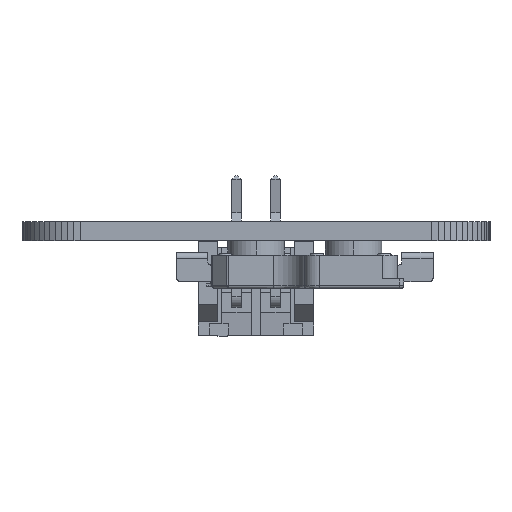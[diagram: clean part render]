
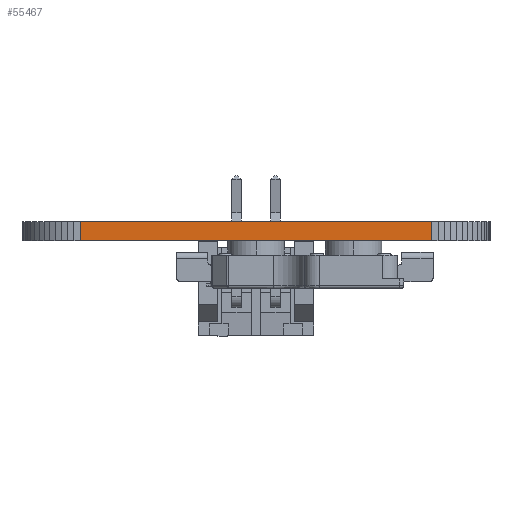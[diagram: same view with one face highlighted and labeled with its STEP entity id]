
A CAD part, front view. The second image highlights one B-rep face of the part: STEP entity #55467.
In plain terms, the highlighted planar face has unit normal (0, -1, 0).
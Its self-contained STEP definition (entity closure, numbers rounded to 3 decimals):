
#50134 = PLANE('',#50135);
#50135 = AXIS2_PLACEMENT_3D('',#50136,#50137,#50138);
#50136 = CARTESIAN_POINT('',(105.,-47.5,0.98));
#50137 = DIRECTION('',(-0.,-0.,-1.));
#50138 = DIRECTION('',(-1.,0.,0.));
#50188 = PLANE('',#50189);
#50189 = AXIS2_PLACEMENT_3D('',#50190,#50191,#50192);
#50190 = CARTESIAN_POINT('',(105.,-47.5,0.));
#50191 = DIRECTION('',(-0.,-0.,-1.));
#50192 = DIRECTION('',(-1.,0.,0.));
#51053 = VERTEX_POINT('',#51054);
#51054 = CARTESIAN_POINT('',(114.,-73.,0.));
#51068 = PLANE('',#51069);
#51069 = AXIS2_PLACEMENT_3D('',#51070,#51071,#51072);
#51070 = CARTESIAN_POINT('',(114.336,-72.981,0.));
#51071 = DIRECTION('',(0.056,-0.998,0.));
#51072 = DIRECTION('',(-0.998,-0.056,0.));
#51080 = EDGE_CURVE('',#51053,#51081,#51083,.T.);
#51081 = VERTEX_POINT('',#51082);
#51082 = CARTESIAN_POINT('',(96.,-73.,0.));
#51083 = SURFACE_CURVE('',#51084,(#51088,#51095),.PCURVE_S1.);
#51084 = LINE('',#51085,#51086);
#51085 = CARTESIAN_POINT('',(114.,-73.,0.));
#51086 = VECTOR('',#51087,1.);
#51087 = DIRECTION('',(-1.,0.,0.));
#51088 = PCURVE('',#50188,#51089);
#51089 = DEFINITIONAL_REPRESENTATION('',(#51090),#51094);
#51090 = LINE('',#51091,#51092);
#51091 = CARTESIAN_POINT('',(-9.,-25.5));
#51092 = VECTOR('',#51093,1.);
#51093 = DIRECTION('',(1.,0.));
#51094 = ( GEOMETRIC_REPRESENTATION_CONTEXT(2) 
PARAMETRIC_REPRESENTATION_CONTEXT() REPRESENTATION_CONTEXT('2D SPACE',''
  ) );
#51095 = PCURVE('',#51096,#51101);
#51096 = PLANE('',#51097);
#51097 = AXIS2_PLACEMENT_3D('',#51098,#51099,#51100);
#51098 = CARTESIAN_POINT('',(114.,-73.,0.));
#51099 = DIRECTION('',(0.,-1.,0.));
#51100 = DIRECTION('',(-1.,0.,0.));
#51101 = DEFINITIONAL_REPRESENTATION('',(#51102),#51106);
#51102 = LINE('',#51103,#51104);
#51103 = CARTESIAN_POINT('',(0.,-0.));
#51104 = VECTOR('',#51105,1.);
#51105 = DIRECTION('',(1.,0.));
#51106 = ( GEOMETRIC_REPRESENTATION_CONTEXT(2) 
PARAMETRIC_REPRESENTATION_CONTEXT() REPRESENTATION_CONTEXT('2D SPACE',''
  ) );
#51124 = PLANE('',#51125);
#51125 = AXIS2_PLACEMENT_3D('',#51126,#51127,#51128);
#51126 = CARTESIAN_POINT('',(96.,-73.,0.));
#51127 = DIRECTION('',(-0.056,-0.998,0.));
#51128 = DIRECTION('',(-0.998,0.056,0.));
#52943 = VERTEX_POINT('',#52944);
#52944 = CARTESIAN_POINT('',(114.,-73.,0.98));
#52965 = EDGE_CURVE('',#52943,#52966,#52968,.T.);
#52966 = VERTEX_POINT('',#52967);
#52967 = CARTESIAN_POINT('',(96.,-73.,0.98));
#52968 = SURFACE_CURVE('',#52969,(#52973,#52980),.PCURVE_S1.);
#52969 = LINE('',#52970,#52971);
#52970 = CARTESIAN_POINT('',(114.,-73.,0.98));
#52971 = VECTOR('',#52972,1.);
#52972 = DIRECTION('',(-1.,0.,0.));
#52973 = PCURVE('',#50134,#52974);
#52974 = DEFINITIONAL_REPRESENTATION('',(#52975),#52979);
#52975 = LINE('',#52976,#52977);
#52976 = CARTESIAN_POINT('',(-9.,-25.5));
#52977 = VECTOR('',#52978,1.);
#52978 = DIRECTION('',(1.,0.));
#52979 = ( GEOMETRIC_REPRESENTATION_CONTEXT(2) 
PARAMETRIC_REPRESENTATION_CONTEXT() REPRESENTATION_CONTEXT('2D SPACE',''
  ) );
#52980 = PCURVE('',#51096,#52981);
#52981 = DEFINITIONAL_REPRESENTATION('',(#52982),#52986);
#52982 = LINE('',#52983,#52984);
#52983 = CARTESIAN_POINT('',(0.,-0.98));
#52984 = VECTOR('',#52985,1.);
#52985 = DIRECTION('',(1.,0.));
#52986 = ( GEOMETRIC_REPRESENTATION_CONTEXT(2) 
PARAMETRIC_REPRESENTATION_CONTEXT() REPRESENTATION_CONTEXT('2D SPACE',''
  ) );
#55419 = EDGE_CURVE('',#51053,#52943,#55420,.T.);
#55420 = SURFACE_CURVE('',#55421,(#55425,#55432),.PCURVE_S1.);
#55421 = LINE('',#55422,#55423);
#55422 = CARTESIAN_POINT('',(114.,-73.,0.));
#55423 = VECTOR('',#55424,1.);
#55424 = DIRECTION('',(0.,0.,1.));
#55425 = PCURVE('',#51068,#55426);
#55426 = DEFINITIONAL_REPRESENTATION('',(#55427),#55431);
#55427 = LINE('',#55428,#55429);
#55428 = CARTESIAN_POINT('',(0.336,0.));
#55429 = VECTOR('',#55430,1.);
#55430 = DIRECTION('',(0.,-1.));
#55431 = ( GEOMETRIC_REPRESENTATION_CONTEXT(2) 
PARAMETRIC_REPRESENTATION_CONTEXT() REPRESENTATION_CONTEXT('2D SPACE',''
  ) );
#55432 = PCURVE('',#51096,#55433);
#55433 = DEFINITIONAL_REPRESENTATION('',(#55434),#55438);
#55434 = LINE('',#55435,#55436);
#55435 = CARTESIAN_POINT('',(0.,-0.));
#55436 = VECTOR('',#55437,1.);
#55437 = DIRECTION('',(0.,-1.));
#55438 = ( GEOMETRIC_REPRESENTATION_CONTEXT(2) 
PARAMETRIC_REPRESENTATION_CONTEXT() REPRESENTATION_CONTEXT('2D SPACE',''
  ) );
#55467 = ADVANCED_FACE('',(#55468),#51096,.T.);
#55468 = FACE_BOUND('',#55469,.T.);
#55469 = EDGE_LOOP('',(#55470,#55471,#55472,#55493));
#55470 = ORIENTED_EDGE('',*,*,#55419,.T.);
#55471 = ORIENTED_EDGE('',*,*,#52965,.T.);
#55472 = ORIENTED_EDGE('',*,*,#55473,.F.);
#55473 = EDGE_CURVE('',#51081,#52966,#55474,.T.);
#55474 = SURFACE_CURVE('',#55475,(#55479,#55486),.PCURVE_S1.);
#55475 = LINE('',#55476,#55477);
#55476 = CARTESIAN_POINT('',(96.,-73.,0.));
#55477 = VECTOR('',#55478,1.);
#55478 = DIRECTION('',(0.,0.,1.));
#55479 = PCURVE('',#51096,#55480);
#55480 = DEFINITIONAL_REPRESENTATION('',(#55481),#55485);
#55481 = LINE('',#55482,#55483);
#55482 = CARTESIAN_POINT('',(18.,0.));
#55483 = VECTOR('',#55484,1.);
#55484 = DIRECTION('',(0.,-1.));
#55485 = ( GEOMETRIC_REPRESENTATION_CONTEXT(2) 
PARAMETRIC_REPRESENTATION_CONTEXT() REPRESENTATION_CONTEXT('2D SPACE',''
  ) );
#55486 = PCURVE('',#51124,#55487);
#55487 = DEFINITIONAL_REPRESENTATION('',(#55488),#55492);
#55488 = LINE('',#55489,#55490);
#55489 = CARTESIAN_POINT('',(0.,0.));
#55490 = VECTOR('',#55491,1.);
#55491 = DIRECTION('',(0.,-1.));
#55492 = ( GEOMETRIC_REPRESENTATION_CONTEXT(2) 
PARAMETRIC_REPRESENTATION_CONTEXT() REPRESENTATION_CONTEXT('2D SPACE',''
  ) );
#55493 = ORIENTED_EDGE('',*,*,#51080,.F.);
